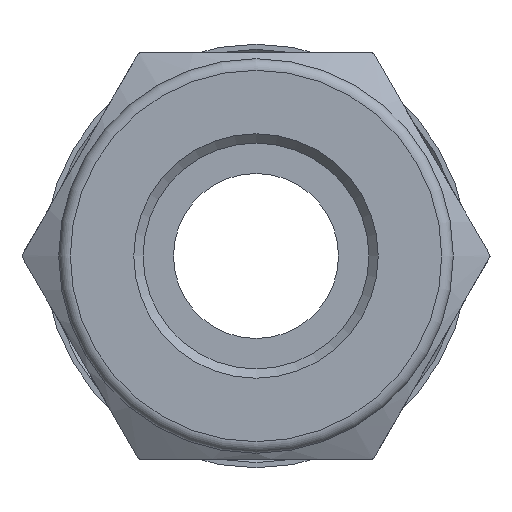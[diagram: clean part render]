
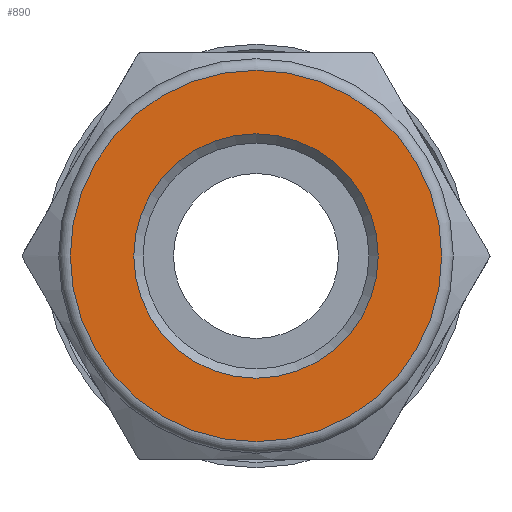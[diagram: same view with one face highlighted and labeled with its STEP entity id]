
A CAD part, left-side view. The second image highlights one B-rep face of the part: STEP entity #890.
In plain terms, the highlighted planar face has unit normal (-1, 0, 0).
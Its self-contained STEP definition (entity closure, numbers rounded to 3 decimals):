
#58=FACE_BOUND('',#218,.T.);
#89=CIRCLE('',#984,8.);
#103=CIRCLE('',#1010,5.265);
#154=FACE_OUTER_BOUND('',#217,.T.);
#217=EDGE_LOOP('',(#729));
#218=EDGE_LOOP('',(#730));
#399=VERTEX_POINT('',#1472);
#411=VERTEX_POINT('',#1518);
#499=EDGE_CURVE('',#399,#399,#89,.T.);
#521=EDGE_CURVE('',#411,#411,#103,.T.);
#729=ORIENTED_EDGE('',*,*,#499,.F.);
#730=ORIENTED_EDGE('',*,*,#521,.T.);
#846=PLANE('',#1011);
#890=ADVANCED_FACE('',(#154,#58),#846,.T.);
#984=AXIS2_PLACEMENT_3D('',#1474,#1171,#1172);
#1010=AXIS2_PLACEMENT_3D('',#1520,#1231,#1232);
#1011=AXIS2_PLACEMENT_3D('',#1521,#1233,#1234);
#1171=DIRECTION('center_axis',(1.,0.,0.));
#1172=DIRECTION('ref_axis',(0.,0.,-1.));
#1231=DIRECTION('center_axis',(1.,0.,0.));
#1232=DIRECTION('ref_axis',(0.,0.,-1.));
#1233=DIRECTION('center_axis',(-1.,0.,0.));
#1234=DIRECTION('ref_axis',(0.,0.,1.));
#1472=CARTESIAN_POINT('',(0.,0.,8.));
#1474=CARTESIAN_POINT('Origin',(0.,0.,
0.));
#1518=CARTESIAN_POINT('',(0.,-5.265,0.));
#1520=CARTESIAN_POINT('Origin',(0.,0.,
0.));
#1521=CARTESIAN_POINT('Origin',(0.,8.,0.));
